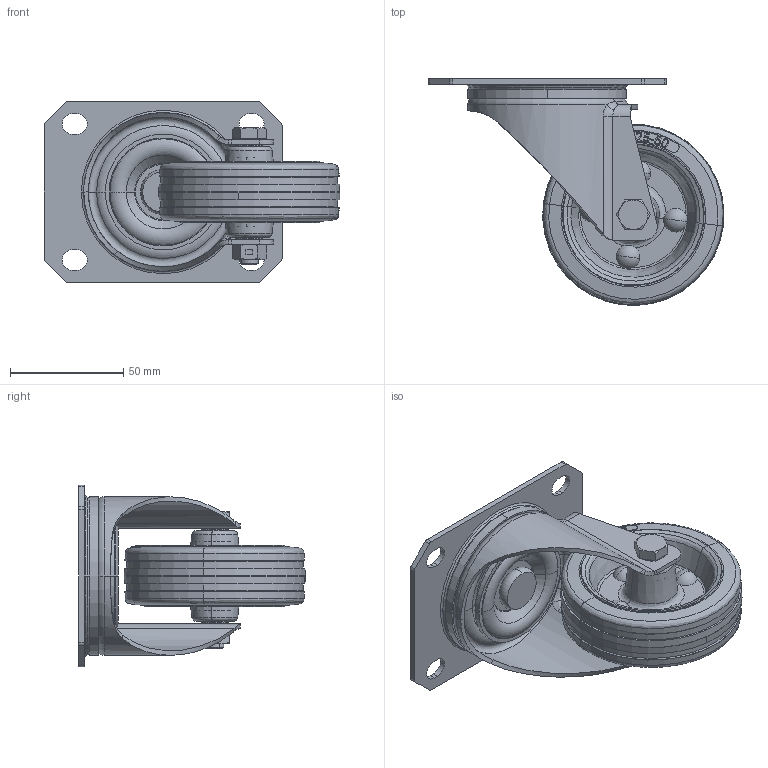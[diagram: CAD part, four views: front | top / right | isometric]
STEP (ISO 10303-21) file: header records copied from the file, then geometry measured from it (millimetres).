
FILE_DESCRIPTION (( 'STEP AP214' ), '1' );
FILE_NAME ('0056449.step', '2023-10-12T12:37:54', ( '' ), ( '' ), 'SwSTEP 2.0', 'SolidWorks 2020', '' );
FILE_SCHEMA (( 'AUTOMOTIVE_DESIGN' ));
Length unit declared in the file: millimetre
Products named in the file (1): 0056449
Bounding box: 130.45 x 99.95 x 80 mm (x, y, z)
Volume: 137639.3 mm3; surface area: 94528.2 mm2
Topology: 23 solids, 23 shells, 564 faces, 1270 edges, 766 vertices
Faces by surface type: plane 150, bspline 119, cone 108, cylinder 103, torus 84
Entity records: 27085 total; most frequent: CARTESIAN_POINT 8499, ORIENTED_EDGE 2508, DIRECTION 2476, EDGE_CURVE 1254, AXIS2_PLACEMENT_3D 1018, VERTEX_POINT 766, EDGE_LOOP 646, UNCERTAINTY_MEASURE_WITH_UNIT 589
